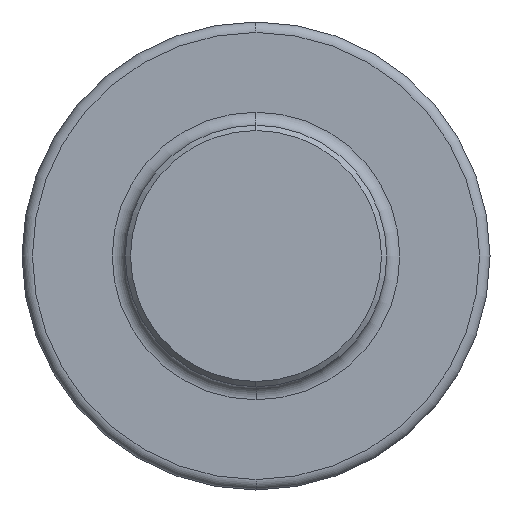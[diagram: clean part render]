
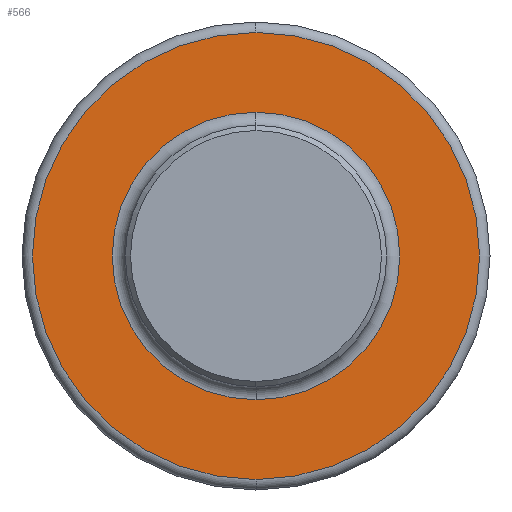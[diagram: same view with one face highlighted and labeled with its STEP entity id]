
A CAD part, left-side view. The second image highlights one B-rep face of the part: STEP entity #566.
In plain terms, the highlighted planar face has unit normal (-1, 0, 0).
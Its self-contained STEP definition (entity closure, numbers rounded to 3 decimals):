
#70 = DIRECTION ( 'NONE',  ( 0., 0., -1. ) ) ;
#74 = VERTEX_POINT ( 'NONE', #188 ) ;
#96 = VERTEX_POINT ( 'NONE', #707 ) ;
#100 = ORIENTED_EDGE ( 'NONE', *, *, #264, .T. ) ;
#117 = ORIENTED_EDGE ( 'NONE', *, *, #225, .T. ) ;
#139 = EDGE_LOOP ( 'NONE', ( #204, #117 ) ) ;
#155 = AXIS2_PLACEMENT_3D ( 'NONE', #260, #205, #335 ) ;
#166 = EDGE_LOOP ( 'NONE', ( #100, #460 ) ) ;
#176 = DIRECTION ( 'NONE',  ( -1., 0., 0. ) ) ;
#188 = CARTESIAN_POINT ( 'NONE',  ( -0.75, 0., 4.275 ) ) ;
#204 = ORIENTED_EDGE ( 'NONE', *, *, #526, .T. ) ;
#205 = DIRECTION ( 'NONE',  ( 1., 0., 0. ) ) ;
#211 = AXIS2_PLACEMENT_3D ( 'NONE', #491, #437, #563 ) ;
#212 = DIRECTION ( 'NONE',  ( 0., 0., -1. ) ) ;
#225 = EDGE_CURVE ( 'NONE', #96, #392, #680, .T. ) ;
#260 = CARTESIAN_POINT ( 'NONE',  ( -0.75, 0., 0. ) ) ;
#264 = EDGE_CURVE ( 'NONE', #709, #74, #334, .T. ) ;
#297 = AXIS2_PLACEMENT_3D ( 'NONE', #517, #176, #70 ) ;
#308 = CARTESIAN_POINT ( 'NONE',  ( -0.75, 0., 0. ) ) ;
#329 = DIRECTION ( 'NONE',  ( 1., 0., 0. ) ) ;
#334 = CIRCLE ( 'NONE', #297, 4.275 ) ;
#335 = DIRECTION ( 'NONE',  ( 0., 0., -1. ) ) ;
#392 = VERTEX_POINT ( 'NONE', #397 ) ;
#397 = CARTESIAN_POINT ( 'NONE',  ( -0.75, 0., -2.75 ) ) ;
#421 = FACE_OUTER_BOUND ( 'NONE', #166, .T. ) ;
#426 = CIRCLE ( 'NONE', #475, 2.75 ) ;
#437 = DIRECTION ( 'NONE',  ( 1., 0., 0. ) ) ;
#447 = EDGE_CURVE ( 'NONE', #74, #709, #515, .T. ) ;
#460 = ORIENTED_EDGE ( 'NONE', *, *, #447, .T. ) ;
#464 = AXIS2_PLACEMENT_3D ( 'NONE', #308, #567, #510 ) ;
#475 = AXIS2_PLACEMENT_3D ( 'NONE', #553, #329, #212 ) ;
#482 = CARTESIAN_POINT ( 'NONE',  ( -0.75, 0., -4.275 ) ) ;
#491 = CARTESIAN_POINT ( 'NONE',  ( -0.75, 0., 0. ) ) ;
#510 = DIRECTION ( 'NONE',  ( 0., 0., -1. ) ) ;
#515 = CIRCLE ( 'NONE', #464, 4.275 ) ;
#517 = CARTESIAN_POINT ( 'NONE',  ( -0.75, 0., 0. ) ) ;
#526 = EDGE_CURVE ( 'NONE', #392, #96, #426, .T. ) ;
#536 = PLANE ( 'NONE',  #155 ) ;
#540 = FACE_BOUND ( 'NONE', #139, .T. ) ;
#553 = CARTESIAN_POINT ( 'NONE',  ( -0.75, 0., 0. ) ) ;
#563 = DIRECTION ( 'NONE',  ( 0., 0., -1. ) ) ;
#566 = ADVANCED_FACE ( 'NONE', ( #421, #540 ), #536, .F. ) ;
#567 = DIRECTION ( 'NONE',  ( -1., 0., 0. ) ) ;
#680 = CIRCLE ( 'NONE', #211, 2.75 ) ;
#707 = CARTESIAN_POINT ( 'NONE',  ( -0.75, 0., 2.75 ) ) ;
#709 = VERTEX_POINT ( 'NONE', #482 ) ;
